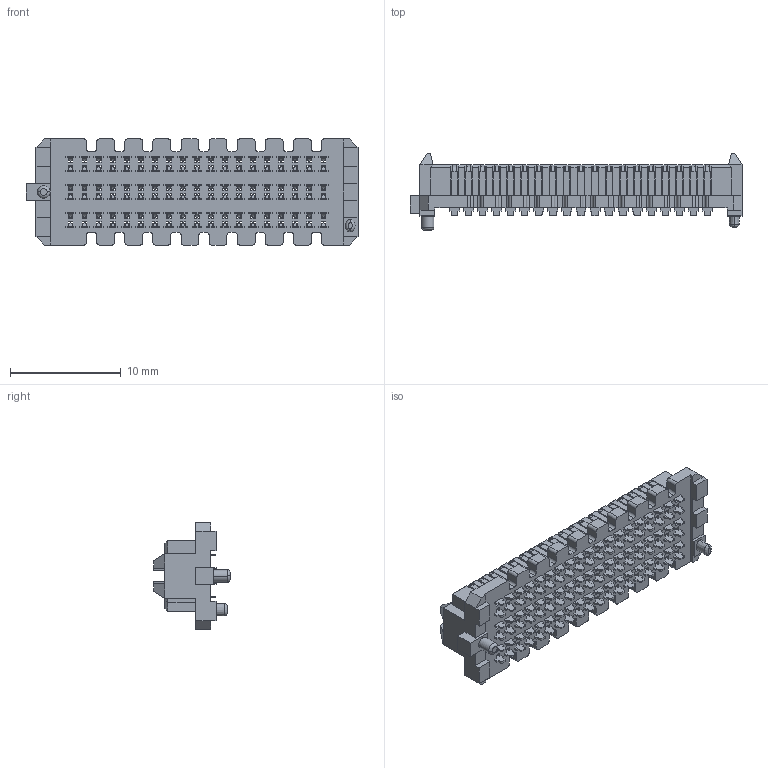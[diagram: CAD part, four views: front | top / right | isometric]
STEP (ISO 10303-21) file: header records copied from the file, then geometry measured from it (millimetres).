
FILE_DESCRIPTION((''),'2;1');
FILE_NAME('FBB12702-M114S3003BKMH47_ASM','2025-02-07T',('工程三'),(''),'PRO/ENGINEER BY PARAMETRIC TECHNOLOGY CORPORATION, 2010280','PRO/ENGINEER BY PARAMETRIC TECHNOLOGY CORPORATION, 2010280','');
FILE_SCHEMA(('CONFIG_CONTROL_DESIGN'));
Products named in the file (1): FBB12702-M114S3003BKMH47_ASM
Bounding box: 30.01 x 6.89 x 9.6 mm (x, y, z)
Volume: 564.6 mm3; surface area: 2192.7 mm2
Topology: 1 solids, 1 shells, 3910 faces, 11563 edges, 7546 vertices
Faces by surface type: plane 3032, cylinder 872, extrusion 2, bspline 2, torus 2
Entity records: 132069 total; most frequent: CARTESIAN_POINT 27819, ORIENTED_EDGE 23126, DIRECTION 19749, EDGE_CURVE 11563, VECTOR 9809, LINE 9807, VERTEX_POINT 7546, AXIS2_PLACEMENT_3D 4970
